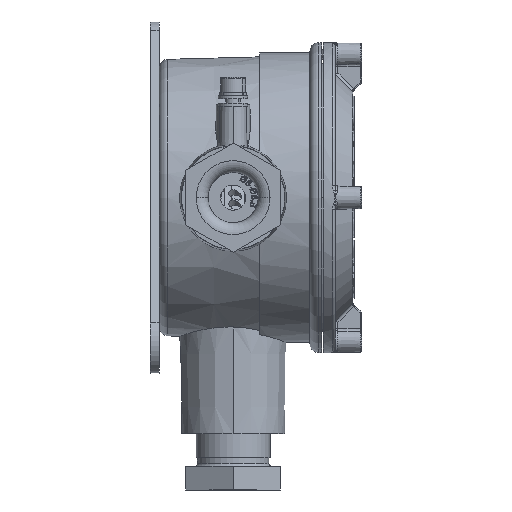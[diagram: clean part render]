
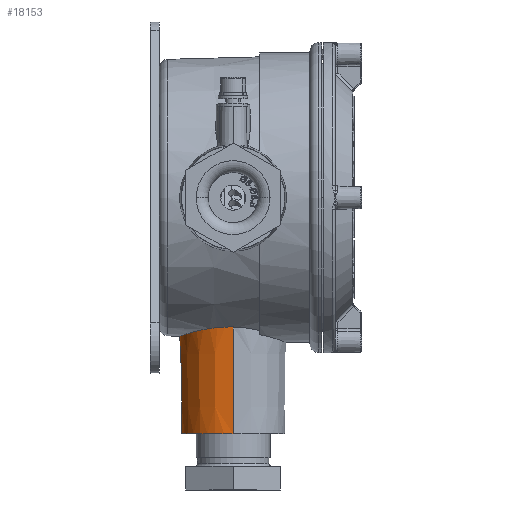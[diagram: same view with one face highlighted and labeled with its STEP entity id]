
A CAD part, left-side view. The second image highlights one B-rep face of the part: STEP entity #18153.
In plain terms, the highlighted conical face has half-angle 1 degrees and reference radius 17.5 mm.
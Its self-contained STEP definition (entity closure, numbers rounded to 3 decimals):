
#235 = ORIENTED_EDGE ( 'NONE', *, *, #25568, .T. ) ;
#462 = CARTESIAN_POINT ( 'NONE',  ( 17.5, 30., 80. ) ) ;
#1023 = CARTESIAN_POINT ( 'NONE',  ( 13.611, 41.96, 45.088 ) ) ;
#1147 = ORIENTED_EDGE ( 'NONE', *, *, #29585, .F. ) ;
#1415 = CARTESIAN_POINT ( 'NONE',  ( 17.983, 32.394, 43.799 ) ) ;
#1813 = CARTESIAN_POINT ( 'NONE',  ( 4.137, 47.611, 46.77 ) ) ;
#2221 = CARTESIAN_POINT ( 'NONE',  ( 8.029, 46.219, 46.297 ) ) ;
#3207 = CARTESIAN_POINT ( 'NONE',  ( -5.865, 47.147, 46.606 ) ) ;
#3997 = CARTESIAN_POINT ( 'NONE',  ( -16.252, 38.041, 44.314 ) ) ;
#4393 = CARTESIAN_POINT ( 'NONE',  ( -2.981, 47.841, 46.851 ) ) ;
#6698 = CARTESIAN_POINT ( 'NONE',  ( 17.165, 35.859, 44.029 ) ) ;
#7488 = CARTESIAN_POINT ( 'NONE',  ( 0., 48.077, 46.936 ) ) ;
#8281 = CARTESIAN_POINT ( 'NONE',  ( 7.497, 46.471, 46.38 ) ) ;
#9283 = CARTESIAN_POINT ( 'NONE',  ( -12.399, 43.205, 45.403 ) ) ;
#10467 = CARTESIAN_POINT ( 'NONE',  ( -14.399, 41.052, 44.872 ) ) ;
#13974 = CARTESIAN_POINT ( 'NONE',  ( 4.719, 47.464, 46.718 ) ) ;
#14381 = CARTESIAN_POINT ( 'NONE',  ( 18.102, 31.203, 43.784 ) ) ;
#15789 = CARTESIAN_POINT ( 'NONE',  ( -17.977, 32.386, 43.802 ) ) ;
#16179 = CARTESIAN_POINT ( 'NONE',  ( -2.385, 47.93, 46.883 ) ) ;
#16578 = CARTESIAN_POINT ( 'NONE',  ( -1.19, 48.048, 46.926 ) ) ;
#16601 = CARTESIAN_POINT ( 'NONE',  ( -17.5, 30., 80. ) ) ;
#16719 = VERTEX_POINT ( 'NONE', #29358 ) ;
#17562 = B_SPLINE_CURVE_WITH_KNOTS ( 'NONE', 3,
 ( #28377, #34484, #16578, #16179, #4393, #60502, #3207, #77606, #27979, #29173, #54006, #23455, #21870, #35686, #9283, #78792, #10467, #73115, #52819, #3997, #40200, #47095, #65029, #22271, #34881, #15789, #53220, #35284, #54404, #59710 ),
 .UNSPECIFIED., .F., .F.,
 ( 4, 2, 2, 2, 2, 2, 2, 2, 2, 2, 2, 2, 2, 2, 4 ),
 ( 0.076, 0.078, 0.08, 0.083, 0.085, 0.087, 0.089, 0.091, 0.094, 0.096, 0.098, 0.101, 0.102, 0.103, 0.105 ),
 .UNSPECIFIED. ) ;
#18153 = ADVANCED_FACE ( 'NONE', ( #76550 ), #34407, .T. ) ;
#18569 = DIRECTION ( 'NONE',  ( 0., 0., 1. ) ) ;
#19290 = CARTESIAN_POINT ( 'NONE',  ( 11.06, 44.374, 45.725 ) ) ;
#20377 = DIRECTION ( 'NONE',  ( 0.017, 0., -1. ) ) ;
#21316 = ORIENTED_EDGE ( 'NONE', *, *, #32257, .T. ) ;
#21870 = CARTESIAN_POINT ( 'NONE',  ( -11.048, 44.347, 45.72 ) ) ;
#22271 = CARTESIAN_POINT ( 'NONE',  ( -17.836, 33.274, 43.834 ) ) ;
#23455 = CARTESIAN_POINT ( 'NONE',  ( -10.576, 44.696, 45.823 ) ) ;
#25568 = EDGE_CURVE ( 'NONE', #72182, #45804, #17562, .T. ) ;
#25775 = CARTESIAN_POINT ( 'NONE',  ( 2.372, 47.962, 46.894 ) ) ;
#25923 = EDGE_CURVE ( 'NONE', #16719, #72182, #34820, .T. ) ;
#27979 = CARTESIAN_POINT ( 'NONE',  ( -8.052, 46.208, 46.293 ) ) ;
#28377 = CARTESIAN_POINT ( 'NONE',  ( 0., 48.077, 46.936 ) ) ;
#28896 = VERTEX_POINT ( 'NONE', #60348 ) ;
#29173 = CARTESIAN_POINT ( 'NONE',  ( -9.096, 45.65, 46.114 ) ) ;
#29358 = CARTESIAN_POINT ( 'NONE',  ( 18.132, 30., 43.805 ) ) ;
#29585 = EDGE_CURVE ( 'NONE', #57842, #28896, #55371, .T. ) ;
#30678 = AXIS2_PLACEMENT_3D ( 'NONE', #71571, #18569, #79974 ) ;
#30847 = CARTESIAN_POINT ( 'NONE',  ( 0., 48.077, 46.936 ) ) ;
#31885 = CARTESIAN_POINT ( 'NONE',  ( 14.721, 40.573, 44.776 ) ) ;
#32257 = EDGE_CURVE ( 'NONE', #57842, #16719, #57806, .T. ) ;
#32693 = CARTESIAN_POINT ( 'NONE',  ( 17.514, 34.722, 43.923 ) ) ;
#33027 = EDGE_LOOP ( 'NONE', ( #37643, #1147, #21316, #59892, #235 ) ) ;
#33088 = CARTESIAN_POINT ( 'NONE',  ( 5.853, 47.12, 46.599 ) ) ;
#34407 = CONICAL_SURFACE ( 'NONE', #42194, 17.5, 0.017 ) ;
#34484 = CARTESIAN_POINT ( 'NONE',  ( -0.594, 48.077, 46.936 ) ) ;
#34820 = B_SPLINE_CURVE_WITH_KNOTS ( 'NONE', 3,
 ( #70524, #76215, #14381, #1415, #57106, #50600, #32693, #6698, #38001, #64031, #75402, #31885, #44480, #1023, #69312, #51816, #19290, #69711, #39207, #2221, #8281, #63213, #33088, #13974, #1813, #25775, #57911, #7488 ),
 .UNSPECIFIED., .F., .F.,
 ( 4, 2, 2, 2, 2, 2, 2, 2, 2, 2, 2, 2, 2, 4 ),
 ( 0.048, 0.05, 0.051, 0.053, 0.055, 0.058, 0.06, 0.062, 0.066, 0.067, 0.069, 0.071, 0.073, 0.076 ),
 .UNSPECIFIED. ) ;
#34881 = CARTESIAN_POINT ( 'NONE',  ( -17.888, 32.98, 43.821 ) ) ;
#35284 = CARTESIAN_POINT ( 'NONE',  ( -18.103, 31.19, 43.784 ) ) ;
#35686 = CARTESIAN_POINT ( 'NONE',  ( -11.958, 43.603, 45.511 ) ) ;
#37472 = VECTOR ( 'NONE', #20377, 1000. ) ;
#37643 = ORIENTED_EDGE ( 'NONE', *, *, #65909, .F. ) ;
#38001 = CARTESIAN_POINT ( 'NONE',  ( 16.961, 36.424, 44.092 ) ) ;
#39207 = CARTESIAN_POINT ( 'NONE',  ( 9.071, 45.664, 46.119 ) ) ;
#40200 = CARTESIAN_POINT ( 'NONE',  ( -16.51, 37.502, 44.233 ) ) ;
#42194 = AXIS2_PLACEMENT_3D ( 'NONE', #78432, #64367, #59750 ) ;
#44480 = CARTESIAN_POINT ( 'NONE',  ( 14.366, 41.047, 44.879 ) ) ;
#45804 = VERTEX_POINT ( 'NONE', #74723 ) ;
#47095 = CARTESIAN_POINT ( 'NONE',  ( -17.194, 35.863, 44.019 ) ) ;
#48569 = VECTOR ( 'NONE', #60930, 1000. ) ;
#50600 = CARTESIAN_POINT ( 'NONE',  ( 17.66, 34.147, 43.881 ) ) ;
#51816 = CARTESIAN_POINT ( 'NONE',  ( 11.966, 43.633, 45.514 ) ) ;
#52819 = CARTESIAN_POINT ( 'NONE',  ( -15.688, 39.087, 44.488 ) ) ;
#53220 = CARTESIAN_POINT ( 'NONE',  ( -18.014, 32.086, 43.795 ) ) ;
#54006 = CARTESIAN_POINT ( 'NONE',  ( -9.6, 45.347, 46.02 ) ) ;
#54404 = CARTESIAN_POINT ( 'NONE',  ( -18.132, 30.594, 43.788 ) ) ;
#55371 = CIRCLE ( 'NONE', #30678, 17.5 ) ;
#57106 = CARTESIAN_POINT ( 'NONE',  ( 17.894, 32.983, 43.819 ) ) ;
#57806 = LINE ( 'NONE', #70418, #37472 ) ;
#57842 = VERTEX_POINT ( 'NONE', #462 ) ;
#57911 = CARTESIAN_POINT ( 'NONE',  ( 1.189, 48.077, 46.936 ) ) ;
#59710 = CARTESIAN_POINT ( 'NONE',  ( -18.132, 30., 43.805 ) ) ;
#59750 = DIRECTION ( 'NONE',  ( 1., 0., 0. ) ) ;
#59892 = ORIENTED_EDGE ( 'NONE', *, *, #25923, .T. ) ;
#60348 = CARTESIAN_POINT ( 'NONE',  ( -17.5, 30., 80. ) ) ;
#60502 = CARTESIAN_POINT ( 'NONE',  ( -4.732, 47.491, 46.727 ) ) ;
#60525 = LINE ( 'NONE', #16601, #48569 ) ;
#60930 = DIRECTION ( 'NONE',  ( -0.017, 0., -1. ) ) ;
#63213 = CARTESIAN_POINT ( 'NONE',  ( 6.409, 46.921, 46.53 ) ) ;
#64031 = CARTESIAN_POINT ( 'NONE',  ( 16.269, 38.073, 44.308 ) ) ;
#64367 = DIRECTION ( 'NONE',  ( 0., 0., -1. ) ) ;
#65029 = CARTESIAN_POINT ( 'NONE',  ( -17.541, 34.734, 43.912 ) ) ;
#65909 = EDGE_CURVE ( 'NONE', #28896, #45804, #60525, .T. ) ;
#69312 = CARTESIAN_POINT ( 'NONE',  ( 13.214, 42.394, 45.195 ) ) ;
#69711 = CARTESIAN_POINT ( 'NONE',  ( 9.583, 45.358, 46.023 ) ) ;
#70418 = CARTESIAN_POINT ( 'NONE',  ( 17.5, 30., 80. ) ) ;
#70524 = CARTESIAN_POINT ( 'NONE',  ( 18.132, 30., 43.805 ) ) ;
#71571 = CARTESIAN_POINT ( 'NONE',  ( 0., 30., 80. ) ) ;
#72182 = VERTEX_POINT ( 'NONE', #30847 ) ;
#73115 = CARTESIAN_POINT ( 'NONE',  ( -15.382, 39.592, 44.58 ) ) ;
#74723 = CARTESIAN_POINT ( 'NONE',  ( -18.132, 30., 43.805 ) ) ;
#75402 = CARTESIAN_POINT ( 'NONE',  ( 15.708, 39.109, 44.484 ) ) ;
#76215 = CARTESIAN_POINT ( 'NONE',  ( 18.132, 30.597, 43.788 ) ) ;
#76550 = FACE_OUTER_BOUND ( 'NONE', #33027, .T. ) ;
#77606 = CARTESIAN_POINT ( 'NONE',  ( -7.511, 46.464, 46.377 ) ) ;
#78432 = CARTESIAN_POINT ( 'NONE',  ( 0., 30., 80. ) ) ;
#78792 = CARTESIAN_POINT ( 'NONE',  ( -13.654, 41.955, 45.082 ) ) ;
#79974 = DIRECTION ( 'NONE',  ( 1., 0., 0. ) ) ;
